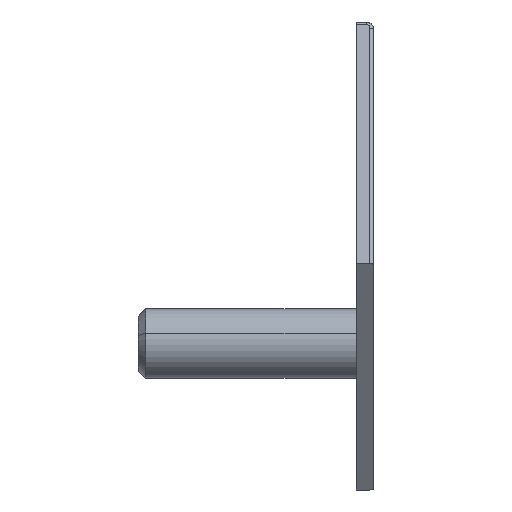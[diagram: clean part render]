
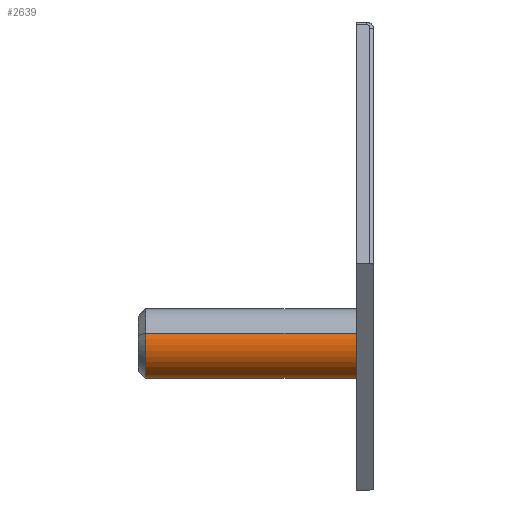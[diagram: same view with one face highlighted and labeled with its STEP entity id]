
A CAD part, left-side view. The second image highlights one B-rep face of the part: STEP entity #2639.
In plain terms, the highlighted cylindrical face has radius 2.4 mm (diameter 4.8 mm), a partial arc.
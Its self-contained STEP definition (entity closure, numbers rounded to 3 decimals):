
#610=CARTESIAN_POINT('',(0.,1.2,-2.4));
#611=DIRECTION('',(0.,1.,0.));
#612=DIRECTION('',(0.,0.,1.));
#613=AXIS2_PLACEMENT_3D('',#610,#611,#612);
#626=CARTESIAN_POINT('',(0.,1.2,-2.4));
#627=DIRECTION('',(0.,1.,0.));
#628=DIRECTION('',(-1.,0.,0.));
#629=AXIS2_PLACEMENT_3D('',#626,#627,#628);
#907=DIRECTION('',(0.,-1.,0.));
#908=VECTOR('',#907,14.5);
#909=CARTESIAN_POINT('',(2.4,15.7,-2.4));
#910=LINE('',#909,#908);
#914=CARTESIAN_POINT('',(0.,15.7,-2.4));
#915=DIRECTION('',(0.,-1.,0.));
#916=DIRECTION('',(1.,0.,0.));
#917=AXIS2_PLACEMENT_3D('',#914,#915,#916);
#922=CARTESIAN_POINT('',(0.,15.7,-2.4));
#923=DIRECTION('',(0.,-1.,0.));
#924=DIRECTION('',(0.,0.,1.));
#925=AXIS2_PLACEMENT_3D('',#922,#923,#924);
#1008=DIRECTION('',(0.,-1.,0.));
#1009=VECTOR('',#1008,14.5);
#1010=CARTESIAN_POINT('',(-2.4,15.7,
-2.4));
#1011=LINE('',#1010,#1009);
#1763=CARTESIAN_POINT('',(0.,1.2,0.));
#1764=VERTEX_POINT('',#1763);
#1785=CARTESIAN_POINT('',(2.4,1.2,-2.4));
#1786=VERTEX_POINT('',#1785);
#1787=CARTESIAN_POINT('',(-2.4,1.2,-2.4));
#1788=VERTEX_POINT('',#1787);
#1805=CARTESIAN_POINT('',(-2.4,15.7,
-2.4));
#1806=VERTEX_POINT('',#1805);
#1808=CARTESIAN_POINT('',(2.4,15.7,-2.4));
#1810=VERTEX_POINT('',#1808);
#1811=CARTESIAN_POINT('',(0.,15.7,0.));
#1812=VERTEX_POINT('',#1811);
#2622=CARTESIAN_POINT('',(0.,1.2,-2.4));
#2623=DIRECTION('',(0.,1.,0.));
#2624=DIRECTION('',(1.,0.,0.));
#2625=AXIS2_PLACEMENT_3D('',#2622,#2623,#2624);
#2626=CYLINDRICAL_SURFACE('',#2625,2.4);
#2628=ORIENTED_EDGE('',*,*,#2627,.F.);
#2630=ORIENTED_EDGE('',*,*,#2629,.F.);
#2632=ORIENTED_EDGE('',*,*,#2631,.T.);
#2633=ORIENTED_EDGE('',*,*,#2269,.F.);
#2634=ORIENTED_EDGE('',*,*,#2273,.F.);
#2636=ORIENTED_EDGE('',*,*,#2635,.F.);
#2637=EDGE_LOOP('',(#2628,#2630,#2632,#2633,#2634,#2636));
#2638=FACE_OUTER_BOUND('',#2637,.F.);
#614=CIRCLE('',#613,2.4);
#630=CIRCLE('',#629,2.4);
#918=CIRCLE('',#917,2.4);
#926=CIRCLE('',#925,2.4);
#2269=EDGE_CURVE('',#1764,#1786,#614,.T.);
#2273=EDGE_CURVE('',#1788,#1764,#630,.T.);
#2627=EDGE_CURVE('',#1812,#1806,#926,.T.);
#2629=EDGE_CURVE('',#1810,#1812,#918,.T.);
#2631=EDGE_CURVE('',#1810,#1786,#910,.T.);
#2635=EDGE_CURVE('',#1806,#1788,#1011,.T.);
#2639=ADVANCED_FACE('',(#2638),#2626,.T.);
